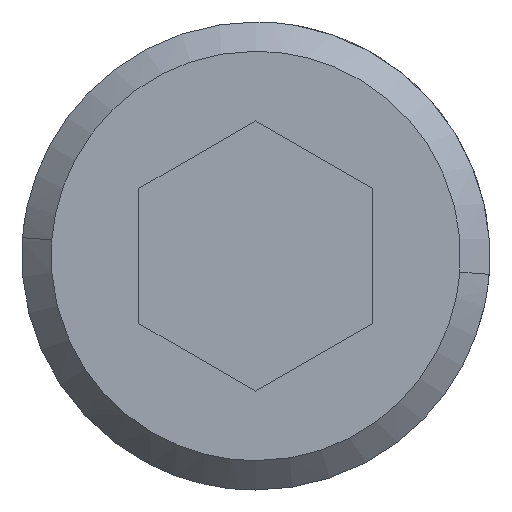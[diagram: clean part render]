
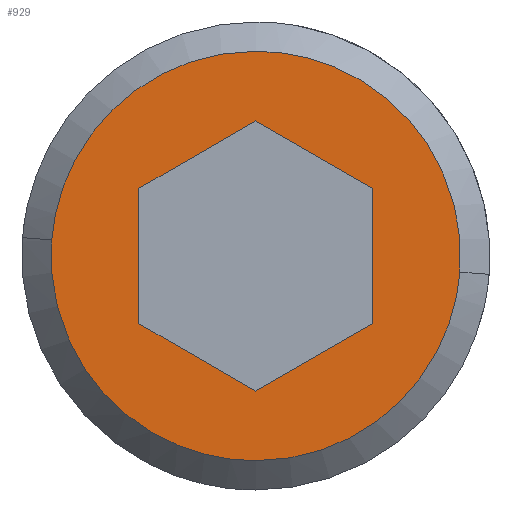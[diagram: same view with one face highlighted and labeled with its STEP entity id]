
A CAD part, front view. The second image highlights one B-rep face of the part: STEP entity #929.
In plain terms, the highlighted free-form (B-spline) face has degree [1, 1] with [2, 2] control points.
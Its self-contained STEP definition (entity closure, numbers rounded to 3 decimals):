
#484=CARTESIAN_POINT('',(6.978,-34.1,-0.549));
#485=VERTEX_POINT('',#484);
#491=CARTESIAN_POINT('',(0.0,-34.1,-7.));
#492=VERTEX_POINT('',#491);
#493=CARTESIAN_POINT('',(0.0,-34.1,-7.));
#494=CARTESIAN_POINT('',(6.471,-34.1,-7.));
#495=CARTESIAN_POINT('',(6.978,-34.1,-0.549));
#503=(BOUNDED_CURVE()B_SPLINE_CURVE(2,(#493,#494,#495),.UNSPECIFIED.,.F.,.U.)B_SPLINE_CURVE_WITH_KNOTS((3,3),(0.0,0.236),.UNSPECIFIED.)CURVE()GEOMETRIC_REPRESENTATION_ITEM()RATIONAL_B_SPLINE_CURVE((1.0,0.723,0.97))REPRESENTATION_ITEM(''));
#504=EDGE_CURVE('',#492,#485,#503,.T.);
#506=CARTESIAN_POINT('',(-6.978,-34.1,0.549));
#507=VERTEX_POINT('',#506);
#508=CARTESIAN_POINT('',(-6.978,-34.1,0.549));
#509=CARTESIAN_POINT('',(-7.0,-34.1,0.275));
#510=CARTESIAN_POINT('',(-7.0,-34.1,0.));
#511=CARTESIAN_POINT('',(-7.,-34.1,-7.));
#512=CARTESIAN_POINT('',(0.0,-34.1,-7.));
#520=(BOUNDED_CURVE()B_SPLINE_CURVE(2,(#508,#509,#510,#511,#512),.UNSPECIFIED.,.F.,.U.)B_SPLINE_CURVE_WITH_KNOTS((3,2,3),(0.736,0.75,1.0),.UNSPECIFIED.)CURVE()GEOMETRIC_REPRESENTATION_ITEM()RATIONAL_B_SPLINE_CURVE((0.97,0.984,1.0,0.707,1.0))REPRESENTATION_ITEM(''));
#521=EDGE_CURVE('',#507,#492,#520,.T.);
#555=CARTESIAN_POINT('',(0.0,-34.1,7.));
#556=VERTEX_POINT('',#555);
#557=CARTESIAN_POINT('',(0.0,-34.1,7.));
#558=CARTESIAN_POINT('',(-6.471,-34.1,7.0));
#559=CARTESIAN_POINT('',(-6.978,-34.1,0.549));
#567=(BOUNDED_CURVE()B_SPLINE_CURVE(2,(#557,#558,#559),.UNSPECIFIED.,.F.,.U.)B_SPLINE_CURVE_WITH_KNOTS((3,3),(0.5,0.736),.UNSPECIFIED.)CURVE()GEOMETRIC_REPRESENTATION_ITEM()RATIONAL_B_SPLINE_CURVE((1.0,0.723,0.97))REPRESENTATION_ITEM(''));
#568=EDGE_CURVE('',#556,#507,#567,.T.);
#570=CARTESIAN_POINT('',(6.978,-34.1,-0.549));
#571=CARTESIAN_POINT('',(7.0,-34.1,-0.275));
#572=CARTESIAN_POINT('',(7.0,-34.1,0.));
#573=CARTESIAN_POINT('',(7.,-34.1,7.));
#574=CARTESIAN_POINT('',(0.0,-34.1,7.));
#582=(BOUNDED_CURVE()B_SPLINE_CURVE(2,(#570,#571,#572,#573,#574),.UNSPECIFIED.,.F.,.U.)B_SPLINE_CURVE_WITH_KNOTS((3,2,3),(0.236,0.25,0.5),.UNSPECIFIED.)CURVE()GEOMETRIC_REPRESENTATION_ITEM()RATIONAL_B_SPLINE_CURVE((0.97,0.984,1.0,0.707,1.0))REPRESENTATION_ITEM(''));
#583=EDGE_CURVE('',#485,#556,#582,.T.);
#783=CARTESIAN_POINT('',(4.0,-34.1,2.309));
#784=VERTEX_POINT('',#783);
#785=CARTESIAN_POINT('',(0.0,-34.1,4.619));
#786=VERTEX_POINT('',#785);
#787=CARTESIAN_POINT('',(4.0,-34.1,2.309));
#788=CARTESIAN_POINT('',(0.0,-34.1,4.619));
#789=QUASI_UNIFORM_CURVE('',1,(#787,#788),.UNSPECIFIED.,.F.,.U.);
#790=EDGE_CURVE('',#784,#786,#789,.T.);
#811=CARTESIAN_POINT('',(4.0,-34.1,-2.309));
#812=VERTEX_POINT('',#811);
#813=CARTESIAN_POINT('',(4.0,-34.1,-2.309));
#814=CARTESIAN_POINT('',(4.0,-34.1,2.309));
#815=QUASI_UNIFORM_CURVE('',1,(#813,#814),.UNSPECIFIED.,.F.,.U.);
#816=EDGE_CURVE('',#812,#784,#815,.T.);
#833=CARTESIAN_POINT('',(0.0,-34.1,-4.619));
#834=VERTEX_POINT('',#833);
#835=CARTESIAN_POINT('',(0.0,-34.1,-4.619));
#836=CARTESIAN_POINT('',(4.0,-34.1,-2.309));
#837=QUASI_UNIFORM_CURVE('',1,(#835,#836),.UNSPECIFIED.,.F.,.U.);
#838=EDGE_CURVE('',#834,#812,#837,.T.);
#855=CARTESIAN_POINT('',(-4.0,-34.1,-2.309));
#856=VERTEX_POINT('',#855);
#857=CARTESIAN_POINT('',(-4.0,-34.1,-2.309));
#858=CARTESIAN_POINT('',(0.0,-34.1,-4.619));
#859=QUASI_UNIFORM_CURVE('',1,(#857,#858),.UNSPECIFIED.,.F.,.U.);
#860=EDGE_CURVE('',#856,#834,#859,.T.);
#877=CARTESIAN_POINT('',(-4.0,-34.1,2.309));
#878=VERTEX_POINT('',#877);
#879=CARTESIAN_POINT('',(-4.0,-34.1,2.309));
#880=CARTESIAN_POINT('',(-4.0,-34.1,-2.309));
#881=QUASI_UNIFORM_CURVE('',1,(#879,#880),.UNSPECIFIED.,.F.,.U.);
#882=EDGE_CURVE('',#878,#856,#881,.T.);
#899=CARTESIAN_POINT('',(0.0,-34.1,4.619));
#900=CARTESIAN_POINT('',(-4.0,-34.1,2.309));
#901=QUASI_UNIFORM_CURVE('',1,(#899,#900),.UNSPECIFIED.,.F.,.U.);
#902=EDGE_CURVE('',#786,#878,#901,.T.);
#910=CARTESIAN_POINT('',(-7.697,-34.1,7.699));
#911=CARTESIAN_POINT('',(-7.697,-34.1,-7.699));
#912=CARTESIAN_POINT('',(7.697,-34.1,7.699));
#913=CARTESIAN_POINT('',(7.697,-34.1,-7.699));
#914=B_SPLINE_SURFACE_WITH_KNOTS('',1,1,((#910,#912),(#911,#913)),.UNSPECIFIED.,.F.,.F.,.U.,(2,2),(2,2),(0.0,15.399),(0.0,15.394),.UNSPECIFIED.);
#915=ORIENTED_EDGE('',*,*,#504,.T.);
#916=ORIENTED_EDGE('',*,*,#583,.T.);
#917=ORIENTED_EDGE('',*,*,#568,.T.);
#918=ORIENTED_EDGE('',*,*,#521,.T.);
#919=EDGE_LOOP('',(#915,#916,#917,#918));
#920=FACE_OUTER_BOUND('',#919,.T.);
#921=ORIENTED_EDGE('',*,*,#902,.F.);
#922=ORIENTED_EDGE('',*,*,#790,.F.);
#923=ORIENTED_EDGE('',*,*,#816,.F.);
#924=ORIENTED_EDGE('',*,*,#838,.F.);
#925=ORIENTED_EDGE('',*,*,#860,.F.);
#926=ORIENTED_EDGE('',*,*,#882,.F.);
#927=EDGE_LOOP('',(#921,#922,#923,#924,#925,#926));
#928=FACE_BOUND('',#927,.T.);
#929=ADVANCED_FACE('',(#920,#928),#914,.T.);
